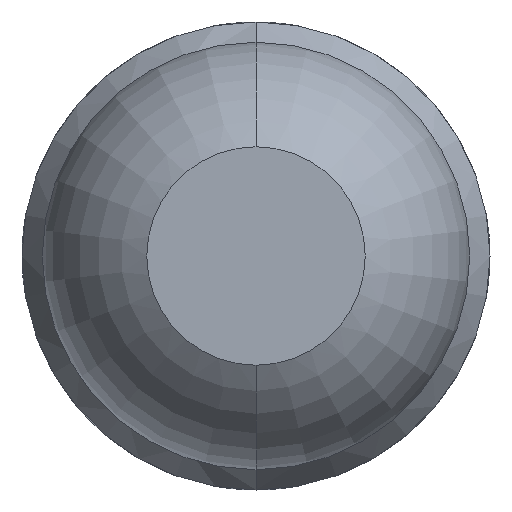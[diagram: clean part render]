
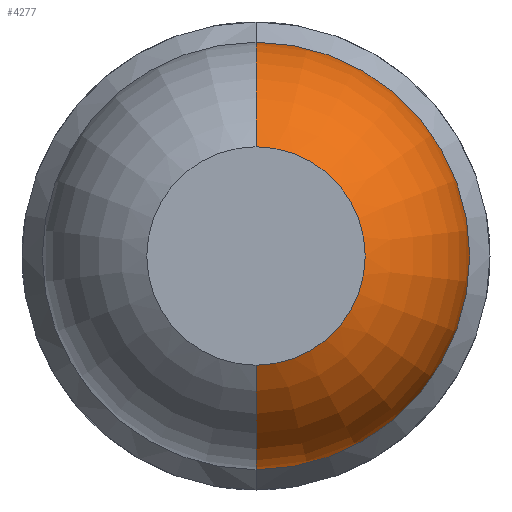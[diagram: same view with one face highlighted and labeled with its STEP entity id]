
A CAD part, front view. The second image highlights one B-rep face of the part: STEP entity #4277.
In plain terms, the highlighted toroidal (fillet/blend) face has major radius 0.035 mm and minor radius 0.65 mm.
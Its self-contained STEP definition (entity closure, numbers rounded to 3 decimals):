
#47 = EDGE_CURVE ( 'Defeature ausgef�hrt2_40+Defeature ausgef�hrt2_4+Defeature ausgef�hrt2_4+Defeature ausgef�hrt2_4', #1363, #736, #1113, .T. ) ;
#80 = TOROIDAL_SURFACE ( 'NONE', #2073, 0.035, 0.65 ) ;
#388 = DIRECTION ( 'NONE',  ( 0., -1., 0. ) ) ;
#408 = DIRECTION ( 'NONE',  ( 0., 0., -1. ) ) ;
#581 = EDGE_CURVE ( 'NONE', #3427, #1363, #4460, .T. ) ;
#600 = CARTESIAN_POINT ( 'NONE',  ( 0., -24.431, 0. ) ) ;
#736 = VERTEX_POINT ( 'NONE', #3783 ) ;
#816 = AXIS2_PLACEMENT_3D ( 'NONE', #3345, #388, #408 ) ;
#913 = FACE_OUTER_BOUND ( 'NONE', #2487, .T. ) ;
#930 = CIRCLE ( 'NONE', #2983, 0.65 ) ;
#1113 = CIRCLE ( 'NONE', #816, 0.35 ) ;
#1165 = EDGE_CURVE ( 'Defeature ausgef�hrt2_4+Defeature ausgef�hrt2_5+Defeature ausgef�hrt2_5+Defeature ausgef�hrt2_5', #3427, #1499, #4514, .T. ) ;
#1334 = DIRECTION ( 'NONE',  ( 1., 0., 0. ) ) ;
#1363 = VERTEX_POINT ( 'NONE', #2451 ) ;
#1456 = ORIENTED_EDGE ( 'NONE', *, *, #1847, .T. ) ;
#1499 = VERTEX_POINT ( 'NONE', #1803 ) ;
#1803 = CARTESIAN_POINT ( 'NONE',  ( 0., -24.431, 0.685 ) ) ;
#1847 = EDGE_CURVE ( 'NONE', #1499, #736, #930, .T. ) ;
#1975 = ORIENTED_EDGE ( 'NONE', *, *, #581, .F. ) ;
#2073 = AXIS2_PLACEMENT_3D ( 'NONE', #600, #3184, #2782 ) ;
#2087 = ORIENTED_EDGE ( 'NONE', *, *, #1165, .T. ) ;
#2146 = AXIS2_PLACEMENT_3D ( 'NONE', #4207, #2739, #3859 ) ;
#2201 = DIRECTION ( 'NONE',  ( -1., 0., 0. ) ) ;
#2266 = DIRECTION ( 'NONE',  ( 0., 0., 1. ) ) ;
#2451 = CARTESIAN_POINT ( 'NONE',  ( 0., -25., -0.35 ) ) ;
#2487 = EDGE_LOOP ( 'NONE', ( #2087, #1456, #4547, #1975 ) ) ;
#2739 = DIRECTION ( 'NONE',  ( 0., -1., 0. ) ) ;
#2782 = DIRECTION ( 'NONE',  ( 0., 0., -1. ) ) ;
#2983 = AXIS2_PLACEMENT_3D ( 'NONE', #4321, #1334, #4355 ) ;
#3184 = DIRECTION ( 'NONE',  ( 0., -1., 0. ) ) ;
#3345 = CARTESIAN_POINT ( 'NONE',  ( 0., -25., 0. ) ) ;
#3427 = VERTEX_POINT ( 'NONE', #3489 ) ;
#3489 = CARTESIAN_POINT ( 'NONE',  ( 0., -24.431, -0.685 ) ) ;
#3691 = AXIS2_PLACEMENT_3D ( 'NONE', #4473, #2201, #2266 ) ;
#3783 = CARTESIAN_POINT ( 'NONE',  ( 0., -25., 0.35 ) ) ;
#3859 = DIRECTION ( 'NONE',  ( 0., 0., -1. ) ) ;
#4207 = CARTESIAN_POINT ( 'NONE',  ( 0., -24.431, 0. ) ) ;
#4277 = ADVANCED_FACE ( 'Defeature ausgef�hrt2_4', ( #913 ), #80, .T. ) ;
#4321 = CARTESIAN_POINT ( 'NONE',  ( 0., -24.431, 0.035 ) ) ;
#4355 = DIRECTION ( 'NONE',  ( 0., 0., -1. ) ) ;
#4460 = CIRCLE ( 'NONE', #3691, 0.65 ) ;
#4473 = CARTESIAN_POINT ( 'NONE',  ( 0., -24.431, -0.035 ) ) ;
#4514 = CIRCLE ( 'NONE', #2146, 0.685 ) ;
#4547 = ORIENTED_EDGE ( 'NONE', *, *, #47, .F. ) ;
